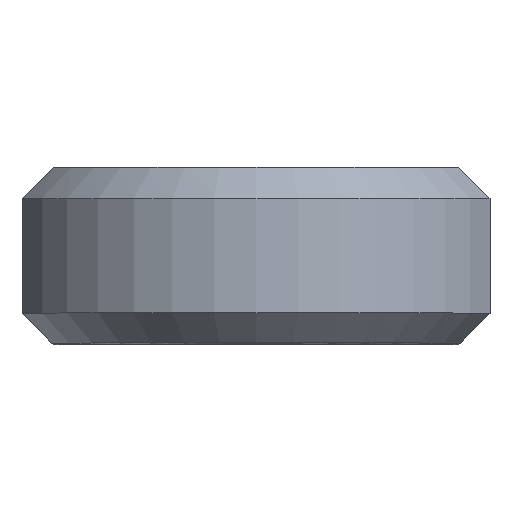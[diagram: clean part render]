
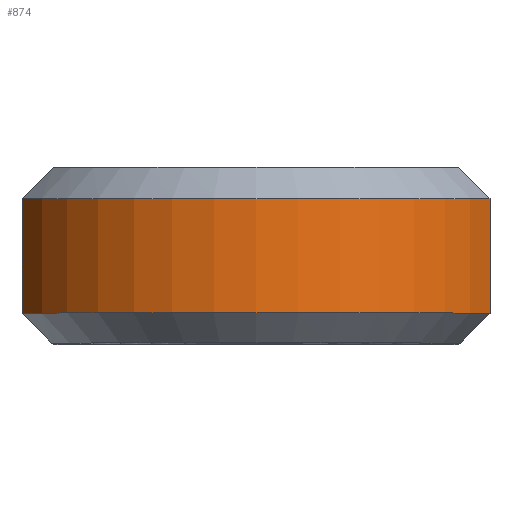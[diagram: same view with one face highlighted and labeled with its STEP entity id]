
A CAD part, top view. The second image highlights one B-rep face of the part: STEP entity #874.
In plain terms, the highlighted cylindrical face has radius 41.277 mm (diameter 82.554 mm), a partial arc.
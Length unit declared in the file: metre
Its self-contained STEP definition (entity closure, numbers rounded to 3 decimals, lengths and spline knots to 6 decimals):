
#44=CYLINDRICAL_SURFACE('',#968,0.041277);
#78=CIRCLE('',#969,0.041277);
#79=CIRCLE('',#970,0.041277);
#187=ORIENTED_EDGE('',*,*,#341,.T.);
#188=ORIENTED_EDGE('',*,*,#423,.T.);
#189=ORIENTED_EDGE('',*,*,#369,.F.);
#190=ORIENTED_EDGE('',*,*,#424,.T.);
#341=EDGE_CURVE('',#467,#466,#540,.T.);
#369=EDGE_CURVE('',#493,#494,#561,.T.);
#423=EDGE_CURVE('',#466,#494,#78,.F.);
#424=EDGE_CURVE('',#493,#467,#79,.T.);
#466=VERTEX_POINT('',#1311);
#467=VERTEX_POINT('',#1313);
#493=VERTEX_POINT('',#1371);
#494=VERTEX_POINT('',#1372);
#540=LINE('',#1312,#618);
#561=LINE('',#1370,#639);
#618=VECTOR('',#1031,1.);
#639=VECTOR('',#1074,1.);
#719=EDGE_LOOP('',(#187,#188,#189,#190));
#784=FACE_BOUND('',#719,.T.);
#874=ADVANCED_FACE('',(#784),#44,.T.);
#968=AXIS2_PLACEMENT_3D('',#1481,#1175,#1176);
#969=AXIS2_PLACEMENT_3D('',#1482,#1177,#1178);
#970=AXIS2_PLACEMENT_3D('',#1483,#1179,#1180);
#1031=DIRECTION('',(0.,-1.,0.));
#1074=DIRECTION('',(0.,-1.,0.));
#1175=DIRECTION('',(0.,-1.,0.));
#1176=DIRECTION('',(0.,0.,-1.));
#1177=DIRECTION('',(0.,-1.,0.));
#1178=DIRECTION('',(0.,0.,-1.));
#1179=DIRECTION('',(0.,-1.,0.));
#1180=DIRECTION('',(0.,0.,-1.));
#1311=CARTESIAN_POINT('',(-0.0508,-0.04572,0.));
#1312=CARTESIAN_POINT('',(-0.0508,0.057658,0.));
#1313=CARTESIAN_POINT('',(-0.0508,-0.027116,0.));
#1370=CARTESIAN_POINT('',(0.0254,0.057658,0.));
#1371=CARTESIAN_POINT('',(0.0254,-0.027116,0.));
#1372=CARTESIAN_POINT('',(0.0254,-0.04572,0.));
#1481=CARTESIAN_POINT('',(-0.0127,0.057658,-0.015881));
#1482=CARTESIAN_POINT('',(-0.0127,-0.04572,-0.015881));
#1483=CARTESIAN_POINT('',(-0.0127,-0.027116,-0.015881));
